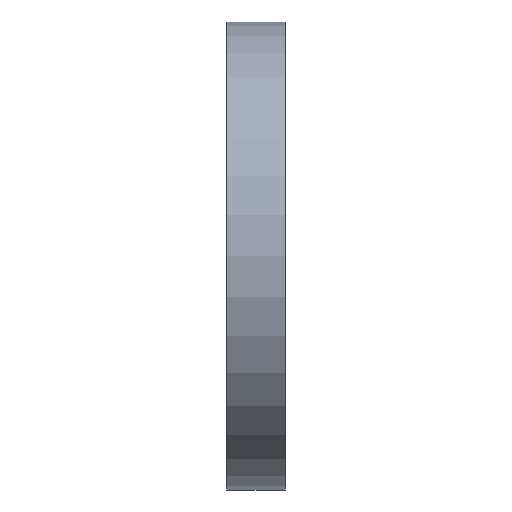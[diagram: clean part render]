
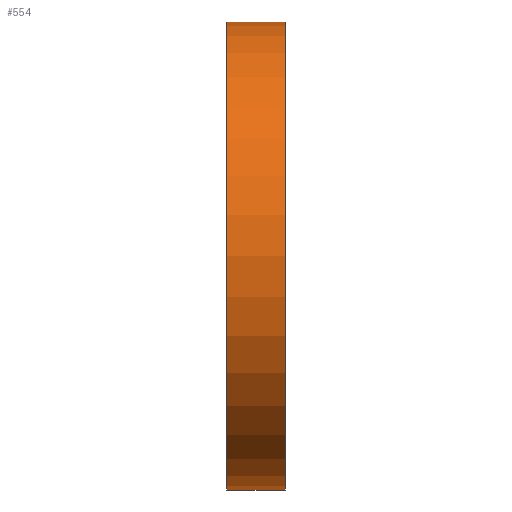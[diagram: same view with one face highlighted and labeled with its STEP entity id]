
A CAD part, left-side view. The second image highlights one B-rep face of the part: STEP entity #554.
In plain terms, the highlighted cylindrical face has radius 12.696 mm (diameter 25.392 mm), a partial arc.
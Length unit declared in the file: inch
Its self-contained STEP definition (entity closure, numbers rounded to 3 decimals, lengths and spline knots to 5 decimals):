
#3 = VECTOR ( 'NONE', #196, 39.37008 ) ;
#12 = DIRECTION ( 'NONE',  ( 0., -1., 0. ) ) ;
#20 = CARTESIAN_POINT ( 'NONE',  ( 0., 0., 0.49985 ) ) ;
#89 = AXIS2_PLACEMENT_3D ( 'NONE', #455, #483, #487 ) ;
#90 = VERTEX_POINT ( 'NONE', #20 ) ;
#102 = LINE ( 'NONE', #324, #818 ) ;
#173 = CARTESIAN_POINT ( 'NONE',  ( 0., 0.125, 0.49985 ) ) ;
#182 = ORIENTED_EDGE ( 'NONE', *, *, #826, .F. ) ;
#188 = VERTEX_POINT ( 'NONE', #342 ) ;
#196 = DIRECTION ( 'NONE',  ( 0., -1., 0. ) ) ;
#231 = AXIS2_PLACEMENT_3D ( 'NONE', #573, #12, #702 ) ;
#283 = AXIS2_PLACEMENT_3D ( 'NONE', #470, #302, #513 ) ;
#284 = ORIENTED_EDGE ( 'NONE', *, *, #492, .F. ) ;
#302 = DIRECTION ( 'NONE',  ( 0., 1., 0. ) ) ;
#324 = CARTESIAN_POINT ( 'NONE',  ( 0., 0.125, -0.49985 ) ) ;
#342 = CARTESIAN_POINT ( 'NONE',  ( 0., 0., -0.49985 ) ) ;
#365 = ORIENTED_EDGE ( 'NONE', *, *, #784, .T. ) ;
#376 = ORIENTED_EDGE ( 'NONE', *, *, #414, .T. ) ;
#407 = VERTEX_POINT ( 'NONE', #173 ) ;
#413 = CIRCLE ( 'NONE', #283, 0.49985 ) ;
#414 = EDGE_CURVE ( 'NONE', #716, #188, #102, .T. ) ;
#455 = CARTESIAN_POINT ( 'NONE',  ( 0., 0., 0. ) ) ;
#462 = CYLINDRICAL_SURFACE ( 'NONE', #231, 0.49985 ) ;
#470 = CARTESIAN_POINT ( 'NONE',  ( 0., 0.125, 0. ) ) ;
#483 = DIRECTION ( 'NONE',  ( 0., 1., 0. ) ) ;
#487 = DIRECTION ( 'NONE',  ( 0., 0., 1. ) ) ;
#492 = EDGE_CURVE ( 'NONE', #716, #407, #413, .T. ) ;
#513 = DIRECTION ( 'NONE',  ( 0., 0., 1. ) ) ;
#552 = LINE ( 'NONE', #742, #3 ) ;
#554 = ADVANCED_FACE ( 'NONE', ( #762 ), #462, .T. ) ;
#573 = CARTESIAN_POINT ( 'NONE',  ( 0., 0.125, 0. ) ) ;
#590 = CIRCLE ( 'NONE', #89, 0.49985 ) ;
#614 = EDGE_LOOP ( 'NONE', ( #182, #284, #376, #365 ) ) ;
#618 = DIRECTION ( 'NONE',  ( 0., -1., 0. ) ) ;
#702 = DIRECTION ( 'NONE',  ( 0., 0., -1. ) ) ;
#716 = VERTEX_POINT ( 'NONE', #739 ) ;
#739 = CARTESIAN_POINT ( 'NONE',  ( 0., 0.125, -0.49985 ) ) ;
#742 = CARTESIAN_POINT ( 'NONE',  ( 0., 0.125, 0.49985 ) ) ;
#762 = FACE_OUTER_BOUND ( 'NONE', #614, .T. ) ;
#784 = EDGE_CURVE ( 'NONE', #188, #90, #590, .T. ) ;
#818 = VECTOR ( 'NONE', #618, 39.37008 ) ;
#826 = EDGE_CURVE ( 'NONE', #407, #90, #552, .T. ) ;
